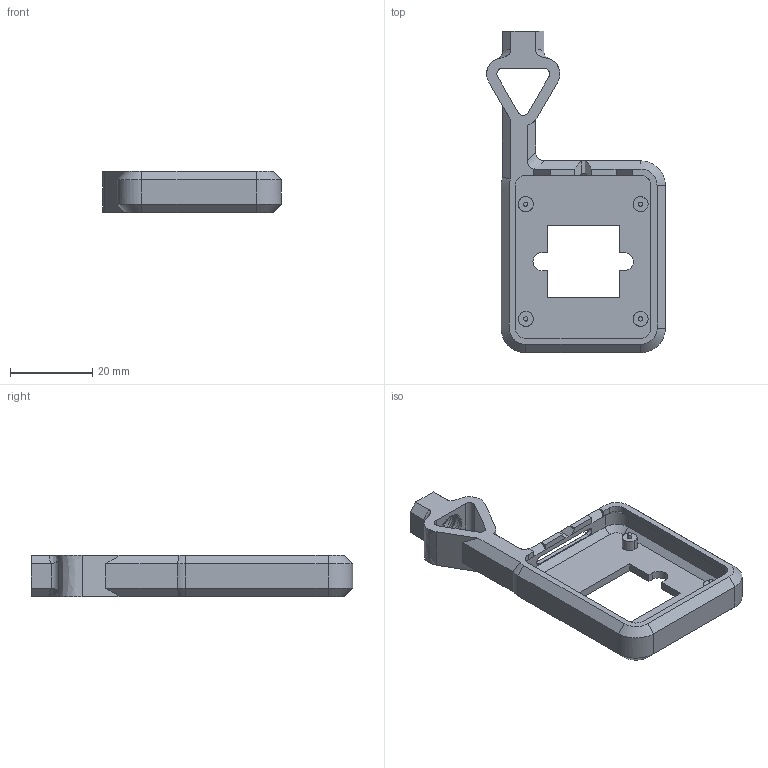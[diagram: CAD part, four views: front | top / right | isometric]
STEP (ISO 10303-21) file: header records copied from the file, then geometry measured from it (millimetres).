
FILE_DESCRIPTION(/* description */ (''),/* implementation_level */ '2;1');
FILE_NAME(/* name */ 'CAMERA~2',/* time_stamp */ '2018-03-11T19:36:22+01:00',/* author */ (''),/* organization */ (''),/* preprocessor_version */ 'ST-DEVELOPER v15',/* originating_system */ '',/* authorisation */ '');
FILE_SCHEMA (('AUTOMOTIVE_DESIGN'));
Length unit declared in the file: millimetre
Products named in the file (1): Document
Bounding box: 43.5 x 78.27 x 10 mm (x, y, z)
Surface area: 7631.8 mm2 (no closed solid volume)
Topology: 0 solids, 1 shells, 178 faces, 460 edges, 283 vertices
Faces by surface type: bspline 89, plane 89
Entity records: 13007 total; most frequent: CARTESIAN_POINT 10159, ORIENTED_EDGE 903, EDGE_CURVE 460, B_SPLINE_CURVE_WITH_KNOTS 343, VERTEX_POINT 283, EDGE_LOOP 193, ADVANCED_FACE 178, FACE_OUTER_BOUND 178
